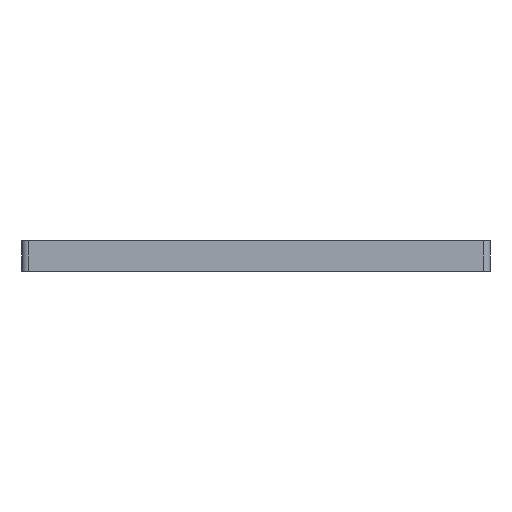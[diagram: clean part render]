
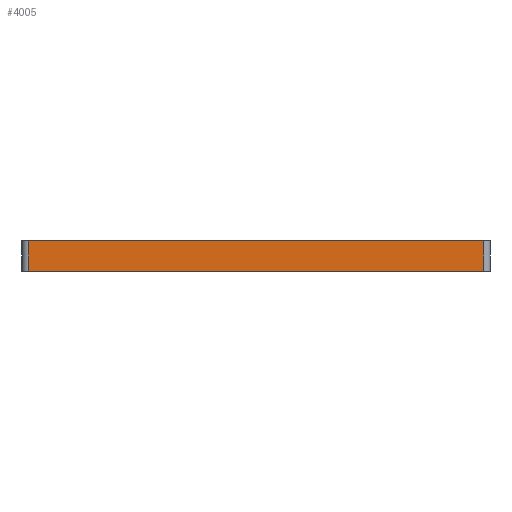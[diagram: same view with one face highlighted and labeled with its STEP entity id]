
A CAD part, front view. The second image highlights one B-rep face of the part: STEP entity #4005.
In plain terms, the highlighted planar face has unit normal (0, -1, 0).
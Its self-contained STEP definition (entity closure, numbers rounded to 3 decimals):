
#260 = DIRECTION ( 'NONE',  ( 1., 0., 0. ) ) ;
#462 = VECTOR ( 'NONE', #1805, 1000. ) ;
#490 = ORIENTED_EDGE ( 'NONE', *, *, #1568, .T. ) ;
#1050 = DIRECTION ( 'NONE',  ( 1., 0., 0. ) ) ;
#1080 = CARTESIAN_POINT ( 'NONE',  ( -100., -167., 13. ) ) ;
#1115 = CARTESIAN_POINT ( 'NONE',  ( 97.4, -167., 13. ) ) ;
#1440 = EDGE_CURVE ( 'NONE', #3585, #7662, #3484, .T. ) ;
#1568 = EDGE_CURVE ( 'NONE', #7662, #8475, #4257, .T. ) ;
#1805 = DIRECTION ( 'NONE',  ( 0., 0., 1. ) ) ;
#2015 = EDGE_CURVE ( 'NONE', #3585, #2218, #7415, .T. ) ;
#2126 = VECTOR ( 'NONE', #260, 1000. ) ;
#2179 = CARTESIAN_POINT ( 'NONE',  ( 97.4, -167., 0. ) ) ;
#2218 = VERTEX_POINT ( 'NONE', #1115 ) ;
#2304 = ORIENTED_EDGE ( 'NONE', *, *, #3629, .T. ) ;
#2305 = CARTESIAN_POINT ( 'NONE',  ( 97.4, -167., 13. ) ) ;
#3089 = CARTESIAN_POINT ( 'NONE',  ( -97.4, -167., 13. ) ) ;
#3484 = LINE ( 'NONE', #3089, #8761 ) ;
#3585 = VERTEX_POINT ( 'NONE', #5731 ) ;
#3629 = EDGE_CURVE ( 'NONE', #8475, #2218, #8358, .T. ) ;
#4005 = ADVANCED_FACE ( 'NONE', ( #6447 ), #5320, .F. ) ;
#4257 = LINE ( 'NONE', #7520, #2126 ) ;
#4446 = EDGE_LOOP ( 'NONE', ( #8698, #5955, #490, #2304 ) ) ;
#4506 = DIRECTION ( 'NONE',  ( 0., 0., -1. ) ) ;
#5075 = DIRECTION ( 'NONE',  ( 0., 0., 1. ) ) ;
#5103 = DIRECTION ( 'NONE',  ( 0., 1., 0. ) ) ;
#5173 = CARTESIAN_POINT ( 'NONE',  ( -100., -167., 13. ) ) ;
#5320 = PLANE ( 'NONE',  #9276 ) ;
#5489 = VECTOR ( 'NONE', #1050, 1000. ) ;
#5731 = CARTESIAN_POINT ( 'NONE',  ( -97.4, -167., 13. ) ) ;
#5955 = ORIENTED_EDGE ( 'NONE', *, *, #1440, .T. ) ;
#6447 = FACE_OUTER_BOUND ( 'NONE', #4446, .T. ) ;
#7415 = LINE ( 'NONE', #1080, #5489 ) ;
#7520 = CARTESIAN_POINT ( 'NONE',  ( -100., -167., 0. ) ) ;
#7662 = VERTEX_POINT ( 'NONE', #8611 ) ;
#8358 = LINE ( 'NONE', #2305, #462 ) ;
#8475 = VERTEX_POINT ( 'NONE', #2179 ) ;
#8611 = CARTESIAN_POINT ( 'NONE',  ( -97.4, -167., 0. ) ) ;
#8698 = ORIENTED_EDGE ( 'NONE', *, *, #2015, .F. ) ;
#8761 = VECTOR ( 'NONE', #4506, 1000. ) ;
#9276 = AXIS2_PLACEMENT_3D ( 'NONE', #5173, #5103, #5075 ) ;
